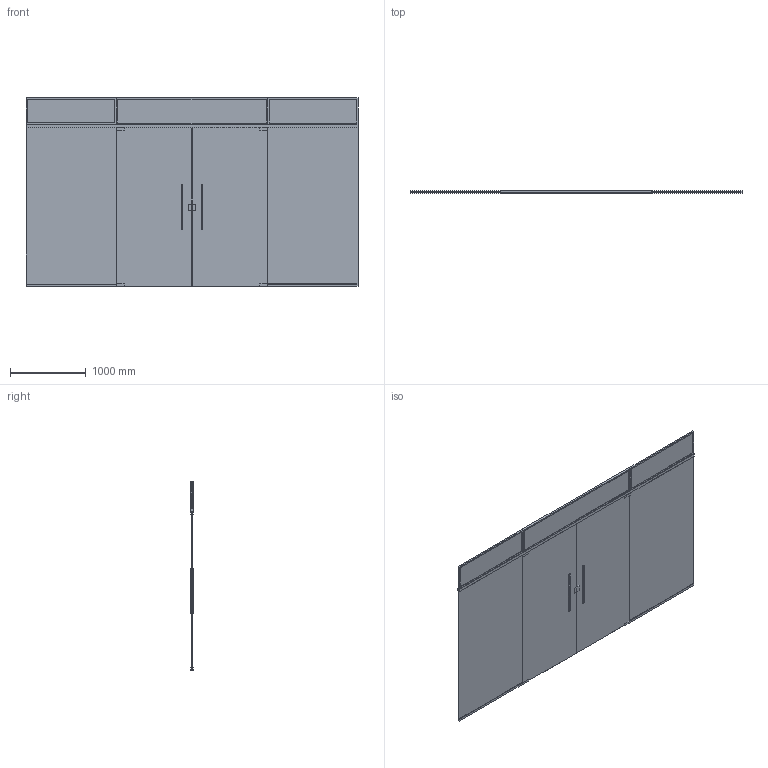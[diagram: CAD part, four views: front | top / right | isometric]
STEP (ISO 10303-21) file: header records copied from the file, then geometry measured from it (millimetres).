
FILE_DESCRIPTION(('FreeCAD Model'),'2;1');
FILE_NAME('Double glass doors with transom and handles.step','2016-10-04T10:31:24',('Author'),(''), 'Open CASCADE STEP processor 6.8','FreeCAD','Unknown');
FILE_SCHEMA(('AUTOMOTIVE_DESIGN_CC2 { 1 2 10303 214 -1 1 5 4 }'));
Length unit declared in the file: millimetre
Products named in the file (4): ASSEMBLY; Double_glass_doors_with_transom_and_handles; Opening_indication
Assembly tree (3 placements, depth 2):
  ASSEMBLY
    Double_glass_doors_with_transom_and_handles
    Opening_indication
    Opening_indication
Bounding box: 4396 x 30 x 2498 mm (x, y, z)
Volume: 118070097.2 mm3; surface area: 23425883.3 mm2
Topology: 29 solids, 29 shells, 168 faces, 338 edges, 236 vertices
Faces by surface type: plane 162, cylinder 6
Full cylindrical faces by diameter (mm): 10 x6
Entity records: 9830 total; most frequent: CARTESIAN_POINT 1478, DIRECTION 1342, LINE 974, VECTOR 974, ORIENTED_EDGE 660, PCURVE 660, DEFINITIONAL_REPRESENTATION 660, EDGE_CURVE 330
